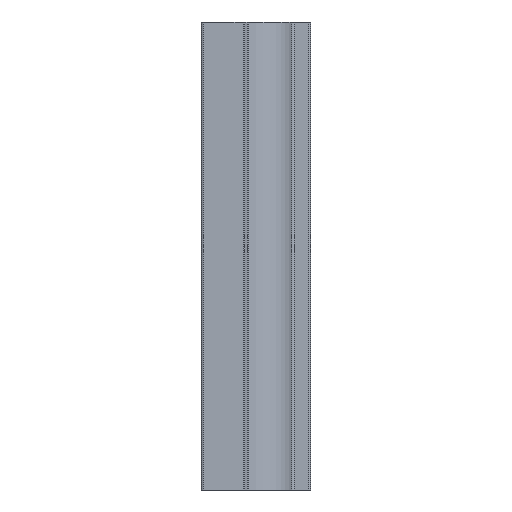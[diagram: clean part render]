
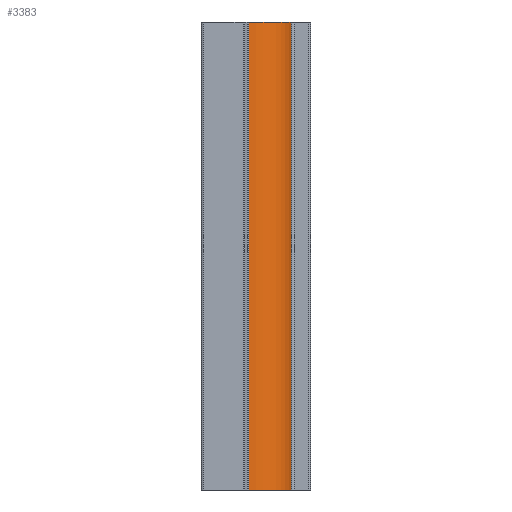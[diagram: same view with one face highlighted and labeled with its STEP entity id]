
A CAD part, left-side view. The second image highlights one B-rep face of the part: STEP entity #3383.
In plain terms, the highlighted cylindrical face has radius 7.1 mm (diameter 14.2 mm), a partial arc.
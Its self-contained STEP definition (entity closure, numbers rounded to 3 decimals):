
#135=CYLINDRICAL_SURFACE('',#3695,7.1);
#287=CIRCLE('',#3696,7.1);
#288=CIRCLE('',#3697,7.1);
#653=ORIENTED_EDGE('',*,*,#1531,.T.);
#654=ORIENTED_EDGE('',*,*,#1532,.F.);
#655=ORIENTED_EDGE('',*,*,#1533,.F.);
#656=ORIENTED_EDGE('',*,*,#1529,.T.);
#1529=EDGE_CURVE('',#1949,#1948,#2216,.T.);
#1531=EDGE_CURVE('',#1948,#1950,#287,.T.);
#1532=EDGE_CURVE('',#1951,#1950,#2217,.T.);
#1533=EDGE_CURVE('',#1949,#1951,#288,.T.);
#1948=VERTEX_POINT('',#5700);
#1949=VERTEX_POINT('',#5702);
#1950=VERTEX_POINT('',#5706);
#1951=VERTEX_POINT('',#5708);
#2216=LINE('',#5701,#2471);
#2217=LINE('',#5707,#2472);
#2471=VECTOR('',#4330,1000.);
#2472=VECTOR('',#4337,1000.);
#2694=EDGE_LOOP('',(#653,#654,#655,#656));
#3011=FACE_BOUND('',#2694,.T.);
#3383=ADVANCED_FACE('',(#3011),#135,.T.);
#3695=AXIS2_PLACEMENT_3D('',#5704,#4333,#4334);
#3696=AXIS2_PLACEMENT_3D('',#5705,#4335,#4336);
#3697=AXIS2_PLACEMENT_3D('',#5709,#4338,#4339);
#4330=DIRECTION('',(0.,0.,-1.));
#4333=DIRECTION('',(0.,0.,-1.));
#4334=DIRECTION('',(-1.,0.,0.));
#4335=DIRECTION('',(0.,0.,1.));
#4336=DIRECTION('',(1.,0.,0.));
#4337=DIRECTION('',(0.,0.,-1.));
#4338=DIRECTION('',(0.,0.,1.));
#4339=DIRECTION('',(1.,0.,0.));
#5700=CARTESIAN_POINT('',(18.368,2.95,0.));
#5701=CARTESIAN_POINT('',(18.368,2.95,72.));
#5702=CARTESIAN_POINT('',(18.368,2.95,72.));
#5704=CARTESIAN_POINT('',(16.5,9.8,72.));
#5705=CARTESIAN_POINT('',(16.5,9.8,0.));
#5706=CARTESIAN_POINT('',(23.594,9.516,0.));
#5707=CARTESIAN_POINT('',(23.594,9.516,72.));
#5708=CARTESIAN_POINT('',(23.594,9.516,72.));
#5709=CARTESIAN_POINT('',(16.5,9.8,72.));
